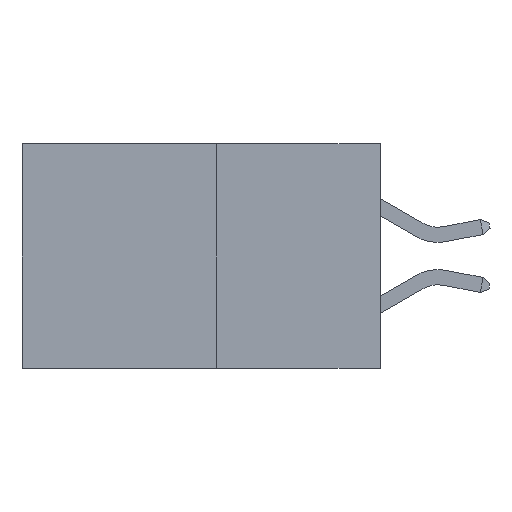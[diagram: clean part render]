
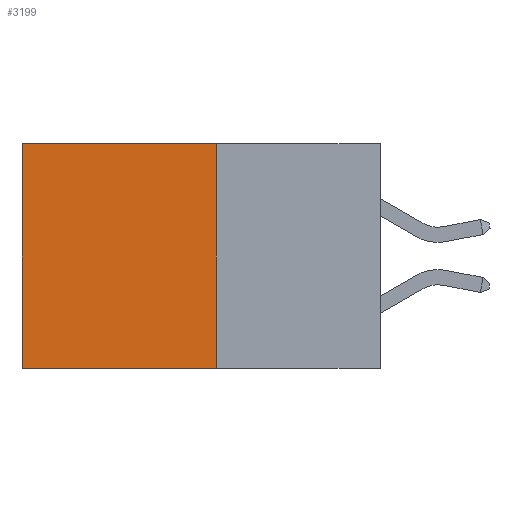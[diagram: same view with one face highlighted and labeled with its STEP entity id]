
A CAD part, left-side view. The second image highlights one B-rep face of the part: STEP entity #3199.
In plain terms, the highlighted planar face has unit normal (-1, 0, 0).
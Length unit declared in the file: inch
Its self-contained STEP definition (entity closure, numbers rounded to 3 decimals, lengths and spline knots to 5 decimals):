
#593 = DIRECTION ( 'NONE',  ( 0., 0., -1. ) ) ;
#604 = DIRECTION ( 'NONE',  ( 1., 0., 0. ) ) ;
#757 = PLANE ( 'NONE',  #21136 ) ;
#881 = CARTESIAN_POINT ( 'NONE',  ( 0.277, 0.27, -0.37 ) ) ;
#902 = CARTESIAN_POINT ( 'NONE',  ( 0.277, 0.27, -0.37 ) ) ;
#1148 = ORIENTED_EDGE ( 'NONE', *, *, #19588, .T. ) ;
#1842 = LINE ( 'NONE', #29100, #22222 ) ;
#3199 = ADVANCED_FACE ( 'NONE', ( #21004 ), #757, .F. ) ;
#3657 = LINE ( 'NONE', #13060, #8886 ) ;
#5626 = DIRECTION ( 'NONE',  ( 0., 1., 0. ) ) ;
#8808 = VERTEX_POINT ( 'NONE', #12819 ) ;
#8886 = VECTOR ( 'NONE', #25782, 39.37008 ) ;
#8948 = EDGE_CURVE ( 'NONE', #27854, #8808, #28186, .T. ) ;
#10796 = CARTESIAN_POINT ( 'NONE',  ( 0.277, 0.27, -0.37 ) ) ;
#11382 = ORIENTED_EDGE ( 'NONE', *, *, #12563, .T. ) ;
#12563 = EDGE_CURVE ( 'NONE', #27006, #8808, #1842, .T. ) ;
#12819 = CARTESIAN_POINT ( 'NONE',  ( 0.277, 0.59, -0.37 ) ) ;
#13060 = CARTESIAN_POINT ( 'NONE',  ( 0.277, 0.27, -0.37 ) ) ;
#13072 = VECTOR ( 'NONE', #31761, 39.37008 ) ;
#14090 = CARTESIAN_POINT ( 'NONE',  ( 0.277, 0.27, 0. ) ) ;
#16302 = EDGE_LOOP ( 'NONE', ( #11382, #23750, #18898, #1148 ) ) ;
#16373 = EDGE_CURVE ( 'NONE', #19615, #27854, #3657, .T. ) ;
#18898 = ORIENTED_EDGE ( 'NONE', *, *, #16373, .F. ) ;
#19588 = EDGE_CURVE ( 'NONE', #19615, #27006, #32430, .T. ) ;
#19615 = VERTEX_POINT ( 'NONE', #31868 ) ;
#19894 = VECTOR ( 'NONE', #5626, 39.37008 ) ;
#21004 = FACE_OUTER_BOUND ( 'NONE', #16302, .T. ) ;
#21136 = AXIS2_PLACEMENT_3D ( 'NONE', #902, #604, #593 ) ;
#22222 = VECTOR ( 'NONE', #23999, 39.37008 ) ;
#23044 = CARTESIAN_POINT ( 'NONE',  ( 0.277, 0.59, 0. ) ) ;
#23750 = ORIENTED_EDGE ( 'NONE', *, *, #8948, .F. ) ;
#23999 = DIRECTION ( 'NONE',  ( 0., 0., -1. ) ) ;
#25782 = DIRECTION ( 'NONE',  ( 0., 0., -1. ) ) ;
#27006 = VERTEX_POINT ( 'NONE', #23044 ) ;
#27854 = VERTEX_POINT ( 'NONE', #881 ) ;
#28186 = LINE ( 'NONE', #10796, #19894 ) ;
#29100 = CARTESIAN_POINT ( 'NONE',  ( 0.277, 0.59, -0.37 ) ) ;
#31761 = DIRECTION ( 'NONE',  ( 0., 1., 0. ) ) ;
#31868 = CARTESIAN_POINT ( 'NONE',  ( 0.277, 0.27, 0. ) ) ;
#32430 = LINE ( 'NONE', #14090, #13072 ) ;
